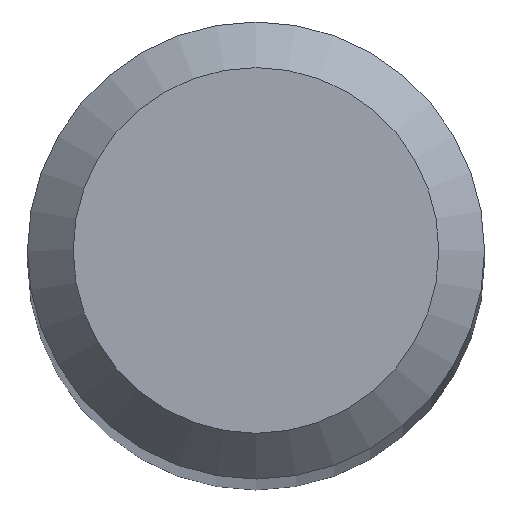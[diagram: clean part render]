
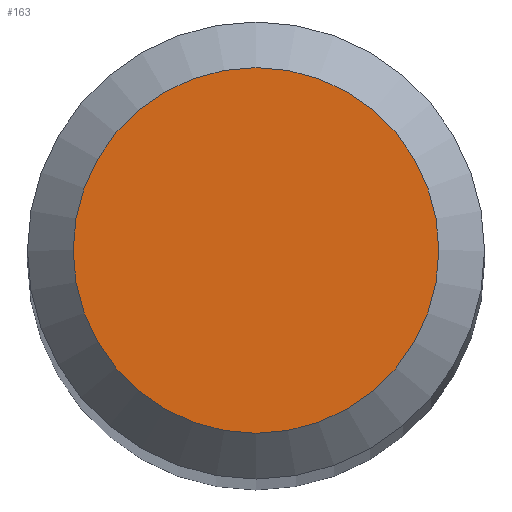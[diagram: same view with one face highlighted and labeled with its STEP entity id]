
A CAD part, top view. The second image highlights one B-rep face of the part: STEP entity #163.
In plain terms, the highlighted planar face has unit normal (0, 0, 1).
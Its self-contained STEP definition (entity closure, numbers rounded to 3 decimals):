
#14 = EDGE_LOOP ( 'NONE', ( #134 ) ) ;
#22 = DIRECTION ( 'NONE',  ( 0., 0., -1. ) ) ;
#25 = CARTESIAN_POINT ( 'NONE',  ( 0., 0., 46. ) ) ;
#39 = EDGE_CURVE ( 'NONE', #106, #106, #69, .T. ) ;
#68 = DIRECTION ( 'NONE',  ( 0., 1., 0. ) ) ;
#69 = CIRCLE ( 'NONE', #244, 1.2 ) ;
#74 = FACE_OUTER_BOUND ( 'NONE', #14, .T. ) ;
#92 = CARTESIAN_POINT ( 'NONE',  ( 0., 0., 46. ) ) ;
#106 = VERTEX_POINT ( 'NONE', #266 ) ;
#134 = ORIENTED_EDGE ( 'NONE', *, *, #39, .F. ) ;
#144 = DIRECTION ( 'NONE',  ( 0., 0., -1. ) ) ;
#163 = ADVANCED_FACE ( 'NONE', ( #74 ), #299, .F. ) ;
#193 = DIRECTION ( 'NONE',  ( 0., 1., 0. ) ) ;
#195 = AXIS2_PLACEMENT_3D ( 'NONE', #92, #144, #68 ) ;
#244 = AXIS2_PLACEMENT_3D ( 'NONE', #25, #22, #193 ) ;
#266 = CARTESIAN_POINT ( 'NONE',  ( 0., 1.2, 46. ) ) ;
#299 = PLANE ( 'NONE',  #195 ) ;
